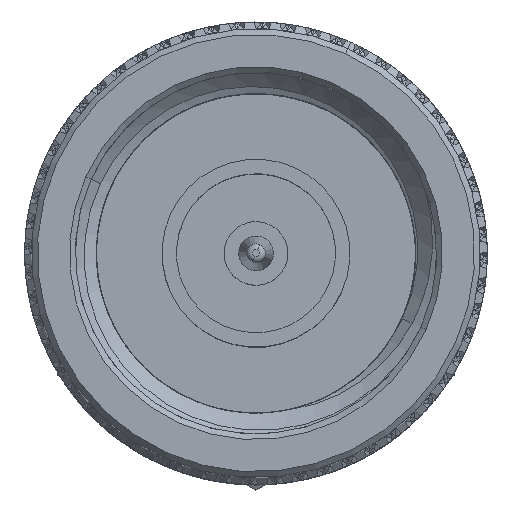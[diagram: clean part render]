
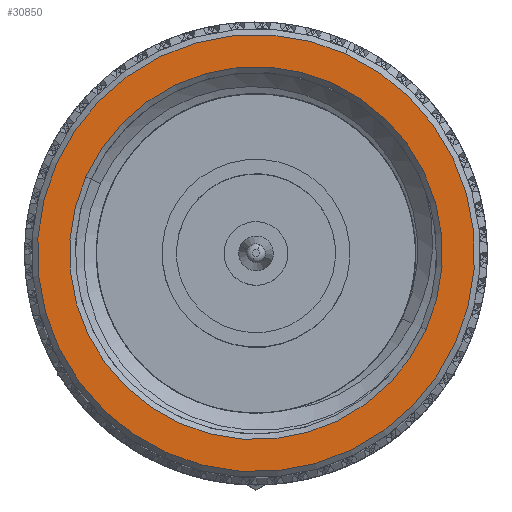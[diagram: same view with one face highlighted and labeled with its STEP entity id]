
A CAD part, top view. The second image highlights one B-rep face of the part: STEP entity #30850.
In plain terms, the highlighted face is planar.
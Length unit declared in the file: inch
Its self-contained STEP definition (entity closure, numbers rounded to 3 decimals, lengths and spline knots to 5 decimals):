
#2265 = EDGE_CURVE ( 'NONE', #115677, #54516, #39552, .T. ) ;
#4333 = CARTESIAN_POINT ( 'NONE',  ( 0., 0.38809, 0. ) ) ;
#4729 = DIRECTION ( 'NONE',  ( -1., 0., 0. ) ) ;
#5889 = CIRCLE ( 'NONE', #71121, 0.3225 ) ;
#7204 = EDGE_CURVE ( 'NONE', #17472, #114655, #5889, .T. ) ;
#8532 = CARTESIAN_POINT ( 'NONE',  ( 0., 0., -0.3225 ) ) ;
#10358 = EDGE_CURVE ( 'NONE', #54516, #115677, #63311, .T. ) ;
#10916 = DIRECTION ( 'NONE',  ( 1., 0., 0. ) ) ;
#12568 = CARTESIAN_POINT ( 'NONE',  ( 0., -0.37809, 0. ) ) ;
#16976 = CARTESIAN_POINT ( 'NONE',  ( 0., 0., 0. ) ) ;
#17472 = VERTEX_POINT ( 'NONE', #79798 ) ;
#18041 = CARTESIAN_POINT ( 'NONE',  ( 0., 0., 0. ) ) ;
#21408 = EDGE_LOOP ( 'NONE', ( #112429, #51298 ) ) ;
#27916 = DIRECTION ( 'NONE',  ( 1., 0., 0. ) ) ;
#30850 = ADVANCED_FACE ( 'NONE', ( #33851, #59759 ), #114752, .T. ) ;
#33851 = FACE_BOUND ( 'NONE', #88000, .T. ) ;
#36805 = CARTESIAN_POINT ( 'NONE',  ( 0., 0., 0. ) ) ;
#39552 = CIRCLE ( 'NONE', #106180, 0.37809 ) ;
#43984 = DIRECTION ( 'NONE',  ( 0., -1., 0. ) ) ;
#49267 = ORIENTED_EDGE ( 'NONE', *, *, #111249, .T. ) ;
#49417 = DIRECTION ( 'NONE',  ( 0., -1., 0. ) ) ;
#51298 = ORIENTED_EDGE ( 'NONE', *, *, #2265, .T. ) ;
#52455 = DIRECTION ( 'NONE',  ( -1., 0., 0. ) ) ;
#54300 = DIRECTION ( 'NONE',  ( 0., -1., 0. ) ) ;
#54516 = VERTEX_POINT ( 'NONE', #73042 ) ;
#59759 = FACE_OUTER_BOUND ( 'NONE', #21408, .T. ) ;
#63311 = CIRCLE ( 'NONE', #114157, 0.37809 ) ;
#66507 = CARTESIAN_POINT ( 'NONE',  ( 0., 0., 0. ) ) ;
#71121 = AXIS2_PLACEMENT_3D ( 'NONE', #66507, #10916, #84630 ) ;
#73042 = CARTESIAN_POINT ( 'NONE',  ( 0., 0.37809, 0. ) ) ;
#79798 = CARTESIAN_POINT ( 'NONE',  ( 0., 0., 0.3225 ) ) ;
#84630 = DIRECTION ( 'NONE',  ( 0., -1., 0. ) ) ;
#88000 = EDGE_LOOP ( 'NONE', ( #117393, #49267 ) ) ;
#90999 = DIRECTION ( 'NONE',  ( -1., 0., 0. ) ) ;
#91200 = CIRCLE ( 'NONE', #92807, 0.3225 ) ;
#92374 = DIRECTION ( 'NONE',  ( 0., -1., 0. ) ) ;
#92807 = AXIS2_PLACEMENT_3D ( 'NONE', #36805, #27916, #92374 ) ;
#106180 = AXIS2_PLACEMENT_3D ( 'NONE', #18041, #90999, #54300 ) ;
#109971 = AXIS2_PLACEMENT_3D ( 'NONE', #4333, #4729, #49417 ) ;
#111249 = EDGE_CURVE ( 'NONE', #114655, #17472, #91200, .T. ) ;
#112429 = ORIENTED_EDGE ( 'NONE', *, *, #10358, .T. ) ;
#114157 = AXIS2_PLACEMENT_3D ( 'NONE', #16976, #52455, #43984 ) ;
#114655 = VERTEX_POINT ( 'NONE', #8532 ) ;
#114752 = PLANE ( 'NONE',  #109971 ) ;
#115677 = VERTEX_POINT ( 'NONE', #12568 ) ;
#117393 = ORIENTED_EDGE ( 'NONE', *, *, #7204, .T. ) ;
